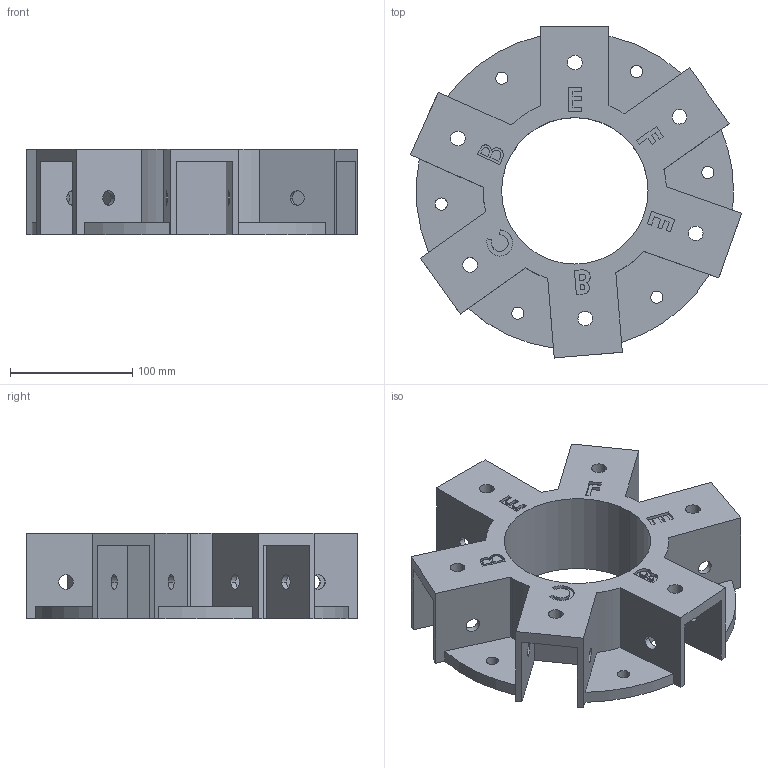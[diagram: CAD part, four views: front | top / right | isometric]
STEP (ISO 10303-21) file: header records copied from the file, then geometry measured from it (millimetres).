
FILE_DESCRIPTION (( 'STEP AP214' ), '1' );
FILE_NAME ('6_way_type_1.STEP', '2025-09-11T19:35:10', ( '' ), ( '' ), 'SwSTEP 2.0', 'SolidWorks 2022', '' );
FILE_SCHEMA (( 'AUTOMOTIVE_DESIGN' ));
Length unit declared in the file: millimetre
Products named in the file (1): 6_way_type_1
Bounding box: 271.3 x 271.84 x 70 mm (x, y, z)
Volume: 1051161.2 mm3; surface area: 243953.3 mm2
Topology: 1 solids, 1 shells, 204 faces, 576 edges, 384 vertices
Faces by surface type: plane 114, cylinder 64, bspline 26
Entity records: 8209 total; most frequent: CARTESIAN_POINT 2823, ORIENTED_EDGE 1152, DIRECTION 1010, EDGE_CURVE 576, LINE 396, VECTOR 396, VERTEX_POINT 384, AXIS2_PLACEMENT_3D 307
